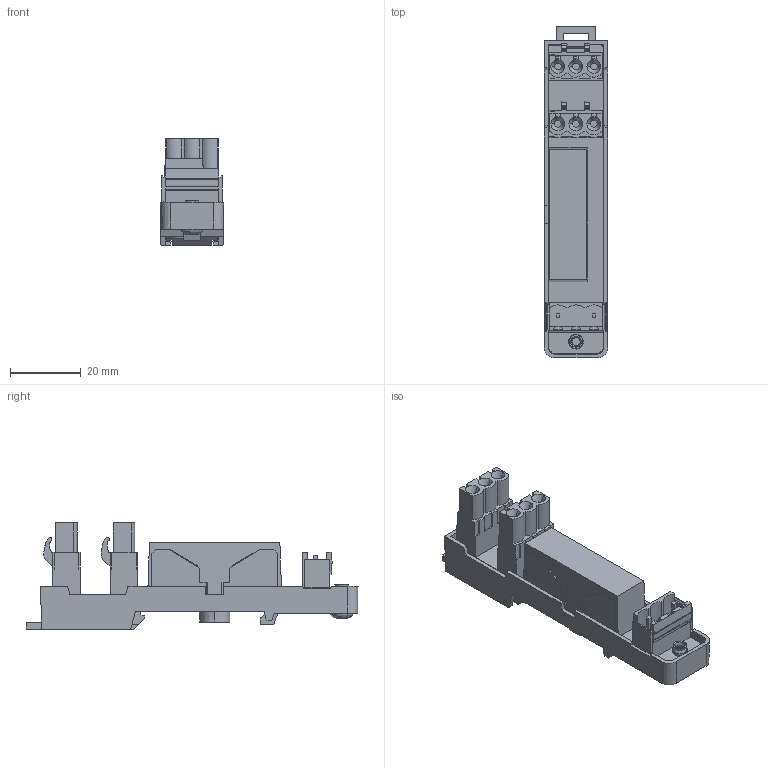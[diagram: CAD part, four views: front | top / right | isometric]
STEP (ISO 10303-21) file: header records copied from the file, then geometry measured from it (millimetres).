
FILE_DESCRIPTION(('CATIA V5R22 STEP214','CAx-IF Rec.Pracs.--- Model Styling and Organization---1.4--- 2014-01-23'),'2;1');
FILE_NAME ('1916580-3_0_8000118953_3D_8000118953.stp','2022-10-05T15:52:39+00:00',('none'),('Weidmueller'),'CATIA Version 5-6 Release 2016 SP3 HF44','CATIA V5 STEP AP214','none');
FILE_SCHEMA(('AUTOMOTIVE_DESIGN { 1 0 10303 214 1 1 1 1 }'));
Length unit declared in the file: millimetre
Products named in the file (1): 3D_8000084731
Bounding box: 17.9 x 93.64 x 30 mm (x, y, z)
Volume: 18665.6 mm3; surface area: 15755.6 mm2
Topology: 1 solids, 6 shells, 828 faces, 2420 edges, 1606 vertices
Faces by surface type: plane 631, cylinder 159, cone 32, bspline 6
Entity records: 28745 total; most frequent: CARTESIAN_POINT 6197, ORIENTED_EDGE 4840, DIRECTION 3903, EDGE_CURVE 2420, VECTOR 1958, LINE 1958, VERTEX_POINT 1606, AXIS2_PLACEMENT_3D 1124
